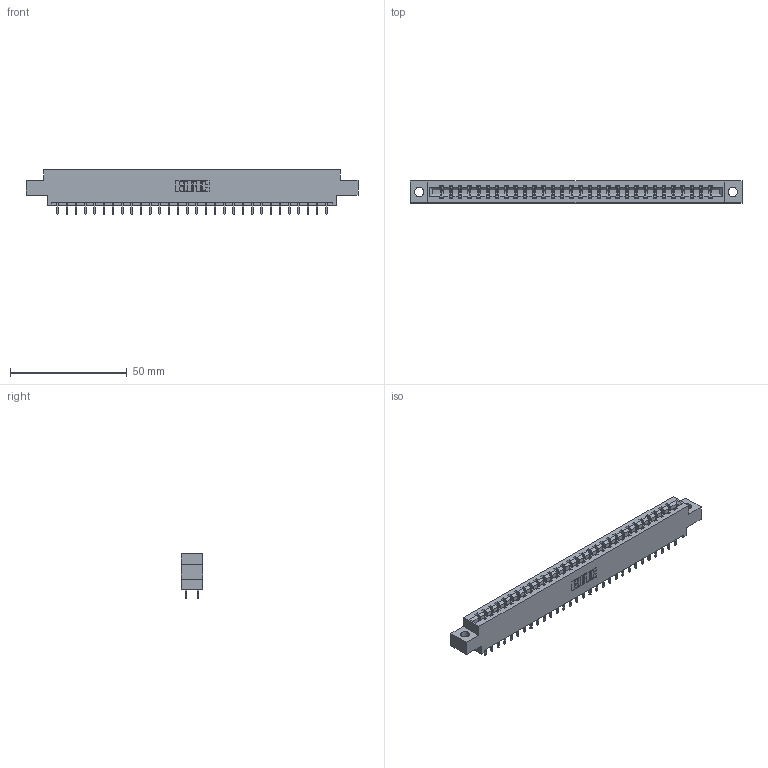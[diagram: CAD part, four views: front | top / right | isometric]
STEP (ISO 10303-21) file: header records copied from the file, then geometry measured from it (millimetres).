
FILE_DESCRIPTION(('STEP AP214'),'1');
FILE_NAME('337-060-521-804 - EDAC Card Edge Connector.stp','2023-05-01T14:37:00',(' '),(' '),'Spatial InterOp 3D',' ',' ');
FILE_SCHEMA(('AUTOMOTIVE_DESIGN { 1 0 10303 214 1 1 1 1 }'));
Length unit declared in the file: millimetre
Products named in the file (3): 337-060-521-804 - EDAC Card Edge Connector; 345-292-001_345-293-121; 337 Part_0.170 Offset - 0.156 Dia-TH
Assembly tree (61 placements, depth 2):
  337-060-521-804 - EDAC Card Edge Connector
    345-292-001_345-293-121  x60
    337 Part_0.170 Offset - 0.156 Dia-TH
Bounding box: 141.88 x 9.4 x 19.06 mm (x, y, z)
Volume: 14563.3 mm3; surface area: 16074.7 mm2
Topology: 61 solids, 61 shells, 3358 faces, 9983 edges, 6574 vertices
Faces by surface type: plane 2354, cylinder 1004
Entity records: 28437 total; most frequent: CARTESIAN_POINT 4199, ORIENTED_EDGE 4154, DIRECTION 3605, EDGE_CURVE 2077, LINE 1949, VECTOR 1949, VERTEX_POINT 1382, AXIS2_PLACEMENT_3D 828
